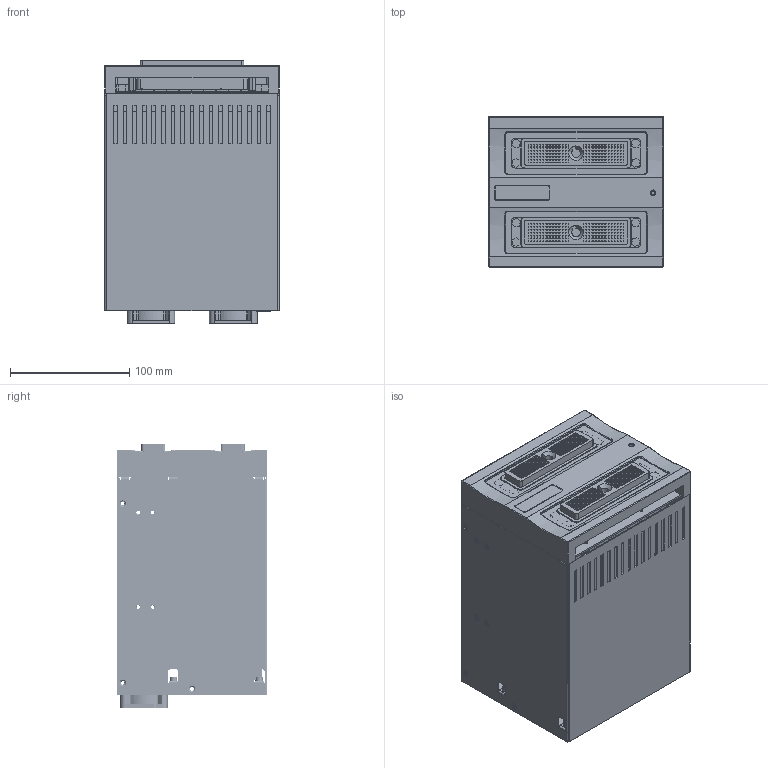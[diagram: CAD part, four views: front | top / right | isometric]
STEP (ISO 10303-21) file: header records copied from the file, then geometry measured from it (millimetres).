
FILE_DESCRIPTION((''),'2;1');
FILE_NAME('Echo Blaster 128 INT 2Z.stp','2009-06-10T13:06:46',('Leonid Ciunel'),(''),'Autodesk Inventor 2009','Autodesk Inventor 2009','');
FILE_SCHEMA(('AUTOMOTIVE_DESIGN { 1 0 10303 214 1 1 1 1 }'));
Length unit declared in the file: millimetre
Products named in the file (22): Echo Blaster 128 INT 2Z; Echo Blaster 128 BK; Raz z; PCI; Echo Blaster 128 AM; Echo Blaster 128 TR; DG; USB; Power; EB128FR2Z; FR2Z; 156; STR-004; Rele; LPN-005; KRS-006; Vtl. rez-3; KRS-007; Fan
Assembly tree (118 placements, depth 3):
  Echo Blaster 128 INT 2Z
    Echo Blaster 128 BK
      Raz z
      PCI  x4
    Echo Blaster 128 AM
    Echo Blaster 128 TR  x2
    DG
      DG
      USB
      Power
    EB128FR2Z
      FR2Z
      156  x2
      STR-004  x8
      PCI  x2
      Rele  x66
    LPN-005
    KRS-006
      KRS-006
      Vtl. rez-3  x12
    KRS-007
      KRS-007
      Vtl. rez-3  x6
    Fan  x2
Bounding box: 146.5 x 126 x 220.95 mm (x, y, z)
Volume: 446046.7 mm3; surface area: 733085.8 mm2
Topology: 113 solids, 113 shells, 10366 faces, 28569 edges, 18429 vertices
Faces by surface type: plane 7364, bspline 2369, cylinder 518, torus 79, sphere 36
Full cylindrical faces by diameter (mm): 2 x28, 2.5 x4, 3 x27, 3.2 x32, 3.6 x18, 4.2 x12, 4.4 x18, 5.2 x1, 6 x18, 32 x2, 37.967 x2
Entity records: 79052 total; most frequent: CARTESIAN_POINT 18073, ORIENTED_EDGE 12842, DIRECTION 11156, EDGE_CURVE 6421, VECTOR 5300, LINE 5300, VERTEX_POINT 4226, EDGE_LOOP 3059
